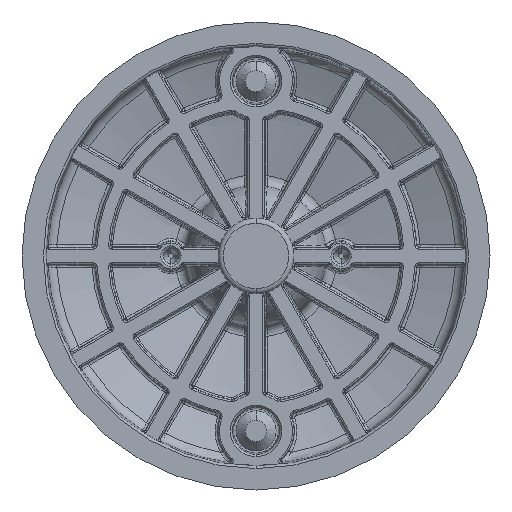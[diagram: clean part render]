
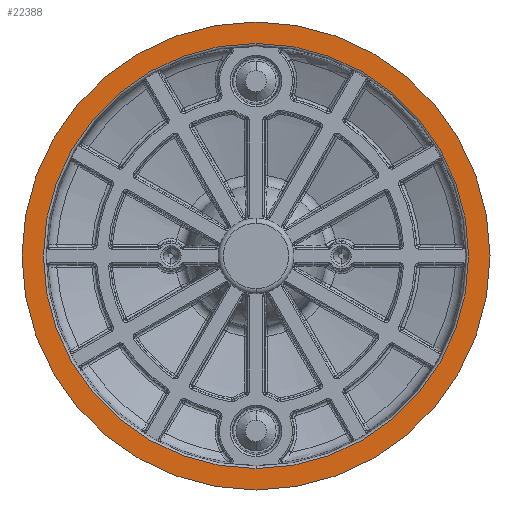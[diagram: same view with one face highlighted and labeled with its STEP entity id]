
A CAD part, front view. The second image highlights one B-rep face of the part: STEP entity #22388.
In plain terms, the highlighted planar face has unit normal (0, -1, 0).
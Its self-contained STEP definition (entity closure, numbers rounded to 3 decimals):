
#565 = CARTESIAN_POINT ( 'NONE',  ( 0., 0., -49.5 ) ) ;
#1914 = DIRECTION ( 'NONE',  ( 0., 0., -1. ) ) ;
#2229 = VERTEX_POINT ( 'NONE', #6446 ) ;
#2840 = FACE_BOUND ( 'NONE', #7844, .T. ) ;
#4755 = DIRECTION ( 'NONE',  ( 0., 1., 0. ) ) ;
#4856 = CARTESIAN_POINT ( 'NONE',  ( 0., 0., 0. ) ) ;
#5067 = EDGE_CURVE ( 'NONE', #11977, #9502, #25035, .T. ) ;
#5116 = DIRECTION ( 'NONE',  ( 0., 1., 0. ) ) ;
#5418 = AXIS2_PLACEMENT_3D ( 'NONE', #4856, #20672, #7141 ) ;
#5578 = ORIENTED_EDGE ( 'NONE', *, *, #5067, .F. ) ;
#6063 = VERTEX_POINT ( 'NONE', #12911 ) ;
#6194 = AXIS2_PLACEMENT_3D ( 'NONE', #11247, #27003, #13543 ) ;
#6315 = AXIS2_PLACEMENT_3D ( 'NONE', #18656, #5116, #20931 ) ;
#6446 = CARTESIAN_POINT ( 'NONE',  ( 0., 0., -44.974 ) ) ;
#7141 = DIRECTION ( 'NONE',  ( 0., 0., 1. ) ) ;
#7844 = EDGE_LOOP ( 'NONE', ( #21613, #28739 ) ) ;
#8343 = CARTESIAN_POINT ( 'NONE',  ( 0., 0., 49.5 ) ) ;
#8822 = FACE_OUTER_BOUND ( 'NONE', #18819, .T. ) ;
#9502 = VERTEX_POINT ( 'NONE', #8343 ) ;
#10371 = AXIS2_PLACEMENT_3D ( 'NONE', #18297, #4755, #20570 ) ;
#10454 = CIRCLE ( 'NONE', #10371, 44.974 ) ;
#11247 = CARTESIAN_POINT ( 'NONE',  ( 0., 0., 0. ) ) ;
#11977 = VERTEX_POINT ( 'NONE', #565 ) ;
#12911 = CARTESIAN_POINT ( 'NONE',  ( 0., 0., 44.974 ) ) ;
#13543 = DIRECTION ( 'NONE',  ( 0., 0., -1. ) ) ;
#15433 = DIRECTION ( 'NONE',  ( 0., -1., 0. ) ) ;
#17222 = CIRCLE ( 'NONE', #6315, 49.5 ) ;
#18297 = CARTESIAN_POINT ( 'NONE',  ( 0., 0., 0. ) ) ;
#18656 = CARTESIAN_POINT ( 'NONE',  ( 0., 0., 0. ) ) ;
#18819 = EDGE_LOOP ( 'NONE', ( #5578, #27933 ) ) ;
#20033 = EDGE_CURVE ( 'NONE', #9502, #11977, #17222, .T. ) ;
#20570 = DIRECTION ( 'NONE',  ( 0., 0., -1. ) ) ;
#20672 = DIRECTION ( 'NONE',  ( 0., 1., 0. ) ) ;
#20880 = CIRCLE ( 'NONE', #6194, 44.974 ) ;
#20931 = DIRECTION ( 'NONE',  ( 0., 0., 1. ) ) ;
#21613 = ORIENTED_EDGE ( 'NONE', *, *, #22471, .T. ) ;
#22388 = ADVANCED_FACE ( 'NONE', ( #2840, #8822 ), #28858, .T. ) ;
#22471 = EDGE_CURVE ( 'NONE', #2229, #6063, #20880, .T. ) ;
#25035 = CIRCLE ( 'NONE', #5418, 49.5 ) ;
#26369 = AXIS2_PLACEMENT_3D ( 'NONE', #26529, #15433, #1914 ) ;
#26529 = CARTESIAN_POINT ( 'NONE',  ( -44.5, 0., 0. ) ) ;
#27003 = DIRECTION ( 'NONE',  ( 0., 1., 0. ) ) ;
#27331 = EDGE_CURVE ( 'NONE', #6063, #2229, #10454, .T. ) ;
#27933 = ORIENTED_EDGE ( 'NONE', *, *, #20033, .F. ) ;
#28739 = ORIENTED_EDGE ( 'NONE', *, *, #27331, .T. ) ;
#28858 = PLANE ( 'NONE',  #26369 ) ;
